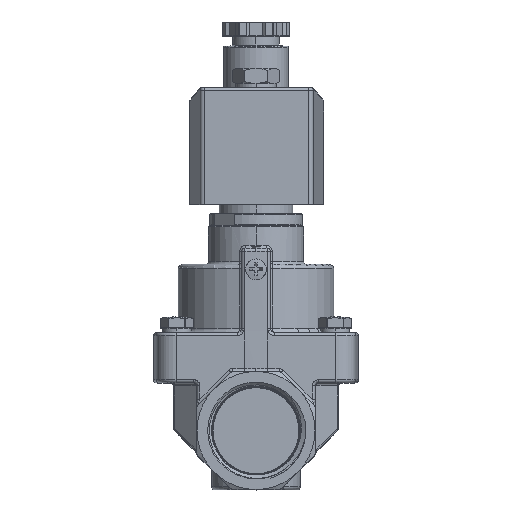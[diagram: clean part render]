
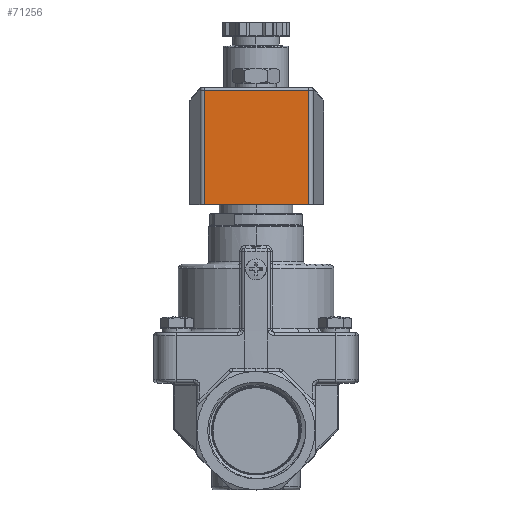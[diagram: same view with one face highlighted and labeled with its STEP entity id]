
A CAD part, top view. The second image highlights one B-rep face of the part: STEP entity #71256.
In plain terms, the highlighted planar face has unit normal (0, 0, 1).
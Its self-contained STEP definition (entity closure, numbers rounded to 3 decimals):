
#1584 = PLANE ( 'NONE',  #27303 ) ;
#2141 = CARTESIAN_POINT ( 'NONE',  ( -18.788, 136.256, 27. ) ) ;
#5092 = DIRECTION ( 'NONE',  ( 0., 1., 0. ) ) ;
#5964 = VECTOR ( 'NONE', #72427, 1000. ) ;
#7770 = CARTESIAN_POINT ( 'NONE',  ( 17.907, 135.256, 27. ) ) ;
#15024 = DIRECTION ( 'NONE',  ( 0., -1., 0. ) ) ;
#27303 = AXIS2_PLACEMENT_3D ( 'NONE', #2141, #92274, #15024 ) ;
#27716 = VECTOR ( 'NONE', #161845, 1000. ) ;
#31783 = LINE ( 'NONE', #148967, #27716 ) ;
#32019 = VERTEX_POINT ( 'NONE', #7770 ) ;
#32834 = CARTESIAN_POINT ( 'NONE',  ( 17.907, 96.6, 27. ) ) ;
#33037 = ORIENTED_EDGE ( 'NONE', *, *, #137365, .T. ) ;
#33496 = CARTESIAN_POINT ( 'NONE',  ( -18.788, 96.6, 27. ) ) ;
#34386 = LINE ( 'NONE', #160054, #68725 ) ;
#40209 = LINE ( 'NONE', #33496, #5964 ) ;
#42219 = ORIENTED_EDGE ( 'NONE', *, *, #49625, .T. ) ;
#49625 = EDGE_CURVE ( 'NONE', #32019, #115617, #34386, .T. ) ;
#53196 = CARTESIAN_POINT ( 'NONE',  ( -17.484, 96.6, 27. ) ) ;
#55062 = VECTOR ( 'NONE', #5092, 1000. ) ;
#66269 = ORIENTED_EDGE ( 'NONE', *, *, #116474, .F. ) ;
#68725 = VECTOR ( 'NONE', #70079, 1000. ) ;
#69522 = ORIENTED_EDGE ( 'NONE', *, *, #122415, .F. ) ;
#70079 = DIRECTION ( 'NONE',  ( -1., 0., 0. ) ) ;
#71256 = ADVANCED_FACE ( 'NONE', ( #87297 ), #1584, .T. ) ;
#72427 = DIRECTION ( 'NONE',  ( -1., 0., 0. ) ) ;
#87297 = FACE_OUTER_BOUND ( 'NONE', #130997, .T. ) ;
#92274 = DIRECTION ( 'NONE',  ( 0., 0., 1. ) ) ;
#109290 = VERTEX_POINT ( 'NONE', #32834 ) ;
#115617 = VERTEX_POINT ( 'NONE', #152979 ) ;
#116474 = EDGE_CURVE ( 'NONE', #109290, #151082, #40209, .T. ) ;
#122415 = EDGE_CURVE ( 'NONE', #151082, #115617, #31783, .T. ) ;
#130997 = EDGE_LOOP ( 'NONE', ( #33037, #42219, #69522, #66269 ) ) ;
#137365 = EDGE_CURVE ( 'NONE', #109290, #32019, #157768, .T. ) ;
#144747 = CARTESIAN_POINT ( 'NONE',  ( 17.907, 136.256, 27. ) ) ;
#148967 = CARTESIAN_POINT ( 'NONE',  ( -17.484, 136.396, 27. ) ) ;
#151082 = VERTEX_POINT ( 'NONE', #53196 ) ;
#152979 = CARTESIAN_POINT ( 'NONE',  ( -17.484, 135.256, 27. ) ) ;
#157768 = LINE ( 'NONE', #144747, #55062 ) ;
#160054 = CARTESIAN_POINT ( 'NONE',  ( -18.788, 135.256, 27. ) ) ;
#161845 = DIRECTION ( 'NONE',  ( 0., 1., 0. ) ) ;
